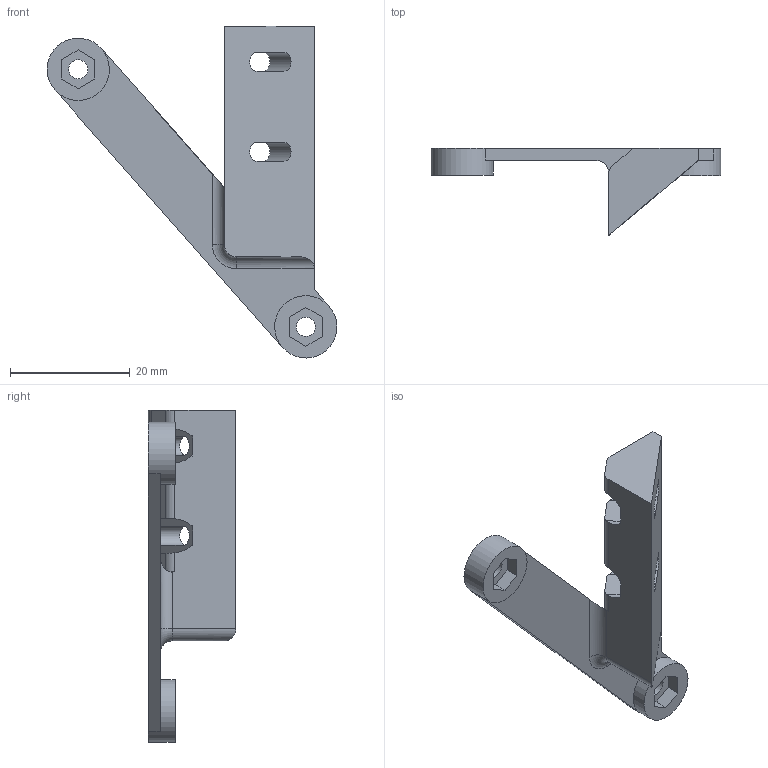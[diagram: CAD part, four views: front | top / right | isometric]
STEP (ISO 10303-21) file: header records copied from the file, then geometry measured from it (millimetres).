
FILE_DESCRIPTION(/* description */ (''),/* implementation_level */ '2;1');
FILE_NAME(/* name */ 'fan_mount.stp',/* time_stamp */ '2018-09-14T13:10:57+02:00',/* author */ ('petrz'),/* organization */ (''),/* preprocessor_version */ 'ST-DEVELOPER v17',/* originating_system */ 'Autodesk Inventor 2019',/* authorisation */ '');
FILE_SCHEMA (('AUTOMOTIVE_DESIGN { 1 0 10303 214 3 1 1 }'));
Length unit declared in the file: millimetre
Products named in the file (1): Turbo mount
Bounding box: 48.4 x 14.59 x 55.43 mm (x, y, z)
Volume: 5555.6 mm3; surface area: 4093.8 mm2
Topology: 1 solids, 1 shells, 63 faces, 173 edges, 114 vertices
Faces by surface type: plane 39, cylinder 23, torus 1
Full cylindrical faces by diameter (mm): 3.2 x2, 10.4 x2
Entity records: 2076 total; most frequent: CARTESIAN_POINT 383, ORIENTED_EDGE 346, DIRECTION 343, EDGE_CURVE 173, LINE 115, VECTOR 115, VERTEX_POINT 114, AXIS2_PLACEMENT_3D 114
